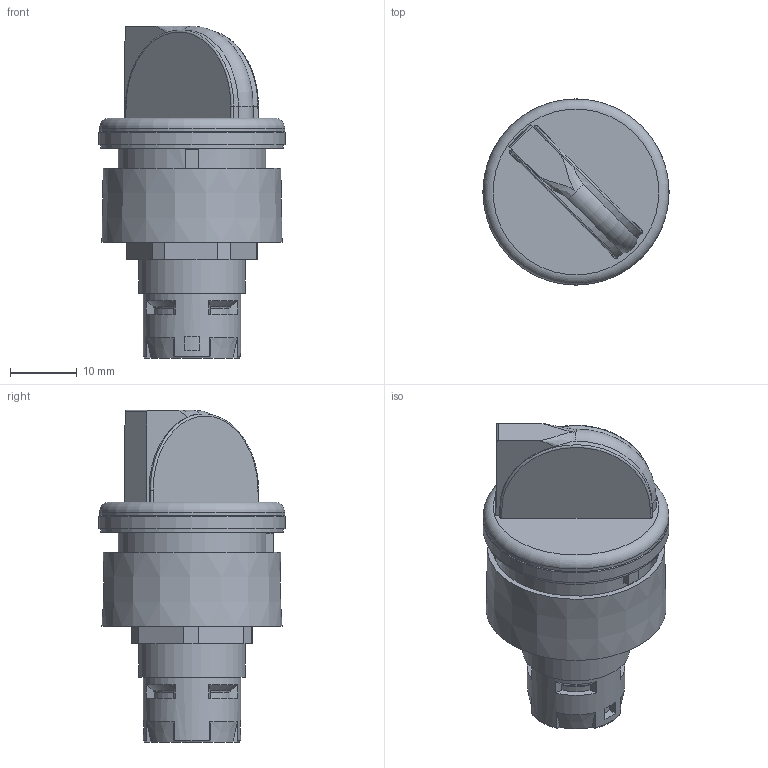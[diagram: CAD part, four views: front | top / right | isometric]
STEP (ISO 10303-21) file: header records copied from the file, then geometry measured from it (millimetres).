
FILE_DESCRIPTION(/* description */ (''),/* implementation_level */ '2;1');
FILE_NAME(/* name */ 'RXJWA.stp',/* time_stamp */ '2020-11-11T14:51:57+01:00',/* author */ ('thagel'),/* organization */ (''),/* preprocessor_version */ 'ST-DEVELOPER v17.2',/* originating_system */ 'Autodesk Inventor 2019',/* authorisation */ '');
FILE_SCHEMA (('AUTOMOTIVE_DESIGN { 1 0 10303 214 3 1 1 }'));
Length unit declared in the file: millimetre
Products named in the file (1): RXJWA
Bounding box: 27.9 x 27.9 x 49.75 mm (x, y, z)
Volume: 12803.3 mm3; surface area: 8093.6 mm2
Topology: 1 solids, 5 shells, 297 faces, 796 edges, 524 vertices
Faces by surface type: plane 164, cylinder 84, cone 22, torus 17, bspline 6, sphere 4
Full cylindrical faces by diameter (mm): 14.6 x1, 16 x2, 16.5 x1, 21.125 x1, 22.15 x1, 25 x1, 26.2 x1, 27.4 x1, 27.85 x1, 27.9 x1
Entity records: 9721 total; most frequent: CARTESIAN_POINT 2140, DIRECTION 1592, ORIENTED_EDGE 1588, EDGE_CURVE 794, AXIS2_PLACEMENT_3D 566, VERTEX_POINT 524, LINE 460, VECTOR 460
